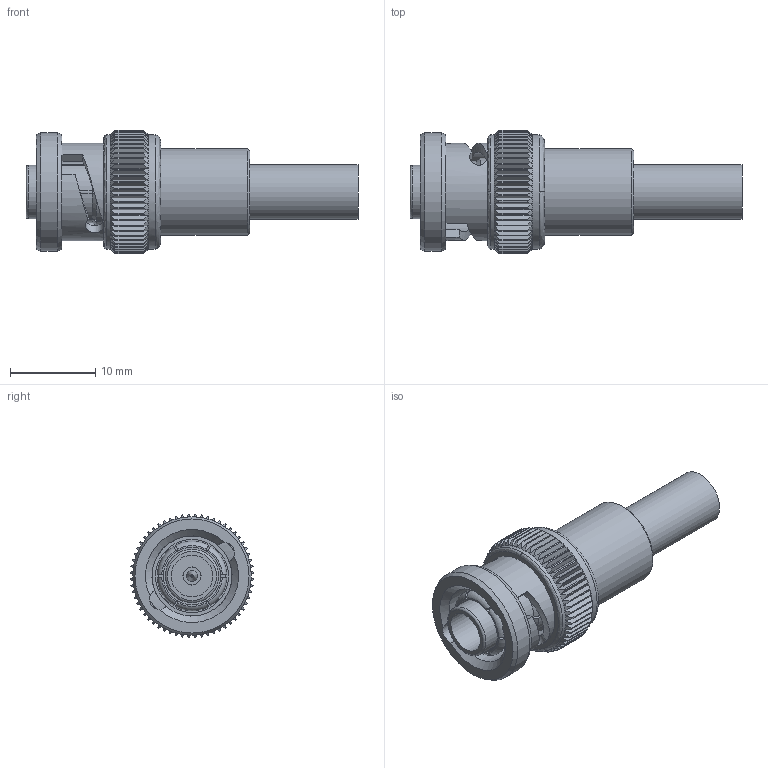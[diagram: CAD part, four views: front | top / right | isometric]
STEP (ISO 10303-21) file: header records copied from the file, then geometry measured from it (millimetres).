
FILE_DESCRIPTION (( 'STEP AP203' ), '1' );
FILE_NAME ('PE4093_3D.step', '2021-03-12T20:26:01', ( '' ), ( '' ), 'SwSTEP 2.0', 'SolidWorks 2020', '' );
FILE_SCHEMA (( 'CONFIG_CONTROL_DESIGN' ));
Length unit declared in the file: inch
Products named in the file (1): PE4093_3D
Bounding box: 38.95 x 14.46 x 14.46 mm (x, y, z)
Volume: 2468.5 mm3; surface area: 3124.7 mm2
Topology: 2 solids, 2 shells, 414 faces, 943 edges, 542 vertices
Faces by surface type: plane 165, cone 133, cylinder 97, bspline 12, torus 7
Full cylindrical faces by diameter (mm): 1.334 x1, 2.054 x1, 2.129 x1, 3.2 x1, 4.5 x1, 4.879 x1, 5.4 x1, 6.25 x1, 6.4 x1, 7.877 x1, 8.569 x1, 9.395 x1, 10.16 x1, 11.395 x1, 13.38 x2, 13.922 x1
Entity records: 13122 total; most frequent: CARTESIAN_POINT 4357, ORIENTED_EDGE 1822, DIRECTION 1764, EDGE_CURVE 911, AXIS2_PLACEMENT_3D 744, VERTEX_POINT 533, EDGE_LOOP 452, FACE_OUTER_BOUND 432
